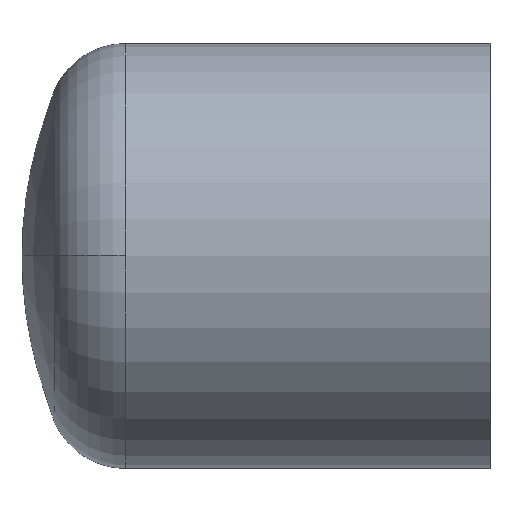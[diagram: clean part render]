
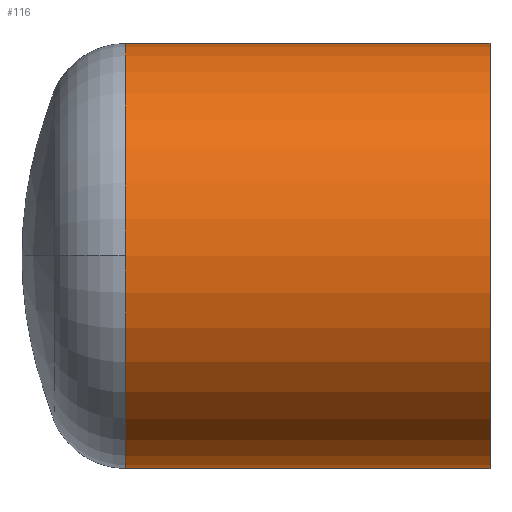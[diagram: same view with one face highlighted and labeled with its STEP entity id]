
A CAD part, top view. The second image highlights one B-rep face of the part: STEP entity #116.
In plain terms, the highlighted cylindrical face has radius 62.5 mm (diameter 125 mm), a partial arc.
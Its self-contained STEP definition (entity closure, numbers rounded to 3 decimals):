
#92 = EDGE_CURVE( '', #144, #126, #228, .T. );
#102 = EDGE_CURVE( '', #128, #198, #238, .T. );
#116 = ADVANCED_FACE( '', ( #255 ), #256, .T. );
#126 = VERTEX_POINT( '', #267 );
#128 = VERTEX_POINT( '', #269 );
#144 = VERTEX_POINT( '', #285 );
#146 = EDGE_CURVE( '', #126, #178, #287, .T. );
#178 = VERTEX_POINT( '', #327 );
#190 = EDGE_CURVE( '', #128, #144, #340, .T. );
#198 = VERTEX_POINT( '', #348 );
#202 = EDGE_CURVE( '', #198, #178, #352, .T. );
#228 = CIRCLE( '', #375, 62.5 );
#238 = CIRCLE( '', #387, 62.5 );
#255 = FACE_OUTER_BOUND( '', #406, .T. );
#256 = CYLINDRICAL_SURFACE( '', #407, 62.5 );
#267 = CARTESIAN_POINT( '', ( 0., 62.5, 0. ) );
#269 = CARTESIAN_POINT( '', ( -107.174, -62.5, 0. ) );
#285 = CARTESIAN_POINT( '', ( 0., -62.5, 0. ) );
#287 = LINE( '', #443, #444 );
#327 = CARTESIAN_POINT( '', ( -107.174, 62.5, 0. ) );
#340 = LINE( '', #506, #507 );
#348 = CARTESIAN_POINT( '', ( -107.174, 0., 62.5 ) );
#352 = CIRCLE( '', #523, 62.5 );
#375 = AXIS2_PLACEMENT_3D( '', #533, #534, #535 );
#387 = AXIS2_PLACEMENT_3D( '', #539, #540, #541 );
#406 = EDGE_LOOP( '', ( #575, #576, #577, #578, #579 ) );
#407 = AXIS2_PLACEMENT_3D( '', #580, #581, #582 );
#443 = CARTESIAN_POINT( '', ( -53.587, 62.5, 0. ) );
#444 = VECTOR( '', #606, 1. );
#506 = CARTESIAN_POINT( '', ( -53.587, -62.5, 0. ) );
#507 = VECTOR( '', #697, 1. );
#523 = AXIS2_PLACEMENT_3D( '', #707, #708, #709 );
#533 = CARTESIAN_POINT( '', ( 0., 0., 0. ) );
#534 = DIRECTION( '', ( -1., 0., 0. ) );
#535 = DIRECTION( '', ( 0., 1., 0. ) );
#539 = CARTESIAN_POINT( '', ( -107.174, 0., 0. ) );
#540 = DIRECTION( '', ( -1., 0., 0. ) );
#541 = DIRECTION( '', ( 0., 1., 0. ) );
#575 = ORIENTED_EDGE( '', *, *, #146, .T. );
#576 = ORIENTED_EDGE( '', *, *, #202, .F. );
#577 = ORIENTED_EDGE( '', *, *, #102, .F. );
#578 = ORIENTED_EDGE( '', *, *, #190, .T. );
#579 = ORIENTED_EDGE( '', *, *, #92, .T. );
#580 = CARTESIAN_POINT( '', ( -53.587, 0., 0. ) );
#581 = DIRECTION( '', ( 1., 0., 0. ) );
#582 = DIRECTION( '', ( 0., 1., 0. ) );
#606 = DIRECTION( '', ( -1., 0., 0. ) );
#697 = DIRECTION( '', ( 1., 0., 0. ) );
#707 = CARTESIAN_POINT( '', ( -107.174, 0., 0. ) );
#708 = DIRECTION( '', ( -1., 0., 0. ) );
#709 = DIRECTION( '', ( 0., 1., 0. ) );
